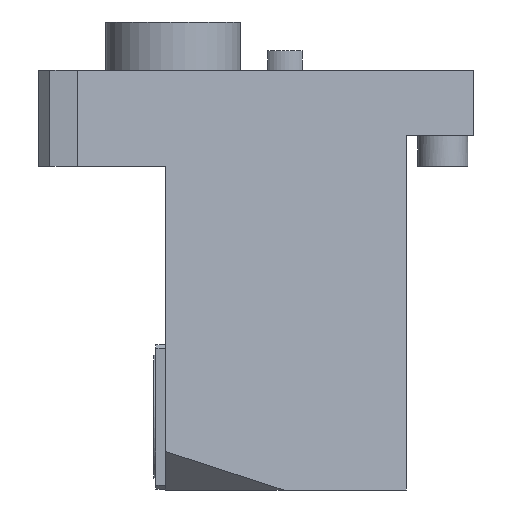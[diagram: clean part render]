
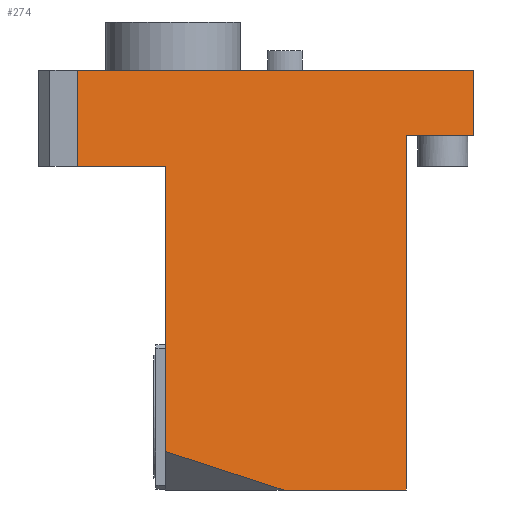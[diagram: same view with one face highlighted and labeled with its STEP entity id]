
A CAD part, front view. The second image highlights one B-rep face of the part: STEP entity #274.
In plain terms, the highlighted planar face has unit normal (0.309, -0.951, 0).
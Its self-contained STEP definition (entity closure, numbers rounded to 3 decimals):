
#53=FACE_OUTER_BOUND('',#372,.T.);
#85=PLANE('',#811);
#130=LINE('',#1349,#204);
#134=LINE('',#1358,#208);
#142=LINE('',#1375,#216);
#145=LINE('',#1379,#219);
#149=LINE('',#1388,#223);
#153=LINE('',#1395,#227);
#156=LINE('',#1402,#230);
#162=LINE('',#1414,#236);
#164=LINE('',#1417,#238);
#204=VECTOR('',#927,1.);
#208=VECTOR('',#935,1.);
#216=VECTOR('',#945,1.);
#219=VECTOR('',#950,1.);
#223=VECTOR('',#956,1.);
#227=VECTOR('',#962,1.);
#230=VECTOR('',#967,1.);
#236=VECTOR('',#975,1.);
#238=VECTOR('',#979,1.);
#274=ADVANCED_FACE('',(#53),#85,.F.);
#372=EDGE_LOOP('',(#526,#527,#528,#529,#530,#531,#532,#533,#534));
#526=ORIENTED_EDGE('',*,*,#712,.F.);
#527=ORIENTED_EDGE('',*,*,#700,.T.);
#528=ORIENTED_EDGE('',*,*,#723,.F.);
#529=ORIENTED_EDGE('',*,*,#715,.F.);
#530=ORIENTED_EDGE('',*,*,#719,.F.);
#531=ORIENTED_EDGE('',*,*,#734,.T.);
#532=ORIENTED_EDGE('',*,*,#726,.T.);
#533=ORIENTED_EDGE('',*,*,#732,.F.);
#534=ORIENTED_EDGE('',*,*,#704,.F.);
#617=VERTEX_POINT('',#1345);
#619=VERTEX_POINT('',#1348);
#623=VERTEX_POINT('',#1359);
#624=VERTEX_POINT('',#1360);
#631=VERTEX_POINT('',#1380);
#632=VERTEX_POINT('',#1381);
#635=VERTEX_POINT('',#1389);
#639=VERTEX_POINT('',#1401);
#640=VERTEX_POINT('',#1403);
#700=EDGE_CURVE('',#617,#619,#130,.T.);
#704=EDGE_CURVE('',#623,#624,#134,.T.);
#712=EDGE_CURVE('',#617,#623,#142,.T.);
#715=EDGE_CURVE('',#631,#632,#145,.T.);
#719=EDGE_CURVE('',#635,#631,#149,.T.);
#723=EDGE_CURVE('',#632,#619,#153,.T.);
#726=EDGE_CURVE('',#640,#639,#156,.T.);
#732=EDGE_CURVE('',#624,#639,#162,.T.);
#734=EDGE_CURVE('',#635,#640,#164,.T.);
#811=AXIS2_PLACEMENT_3D('',#1418,#980,#981);
#927=DIRECTION('',(0.909,0.295,-0.295));
#935=DIRECTION('',(-0.951,-0.309,0.));
#945=DIRECTION('',(0.,0.,1.));
#950=DIRECTION('',(0.,0.,-1.));
#956=DIRECTION('',(-0.951,-0.309,0.));
#962=DIRECTION('',(-0.951,-0.309,0.));
#967=DIRECTION('',(-0.951,-0.309,0.));
#975=DIRECTION('',(0.,0.,1.));
#979=DIRECTION('',(0.,0.,1.));
#980=DIRECTION('',(-0.309,0.951,0.));
#981=DIRECTION('',(0.951,0.309,0.));
#1345=CARTESIAN_POINT('',(-2.,-32.559,-99.));
#1348=CARTESIAN_POINT('',(28.777,-22.559,-109.));
#1349=CARTESIAN_POINT('',(73.709,-7.96,-123.599));
#1358=CARTESIAN_POINT('',(78.,-6.566,-25.));
#1359=CARTESIAN_POINT('',(-2.,-32.559,-25.));
#1360=CARTESIAN_POINT('',(-24.9,-40.,-25.));
#1375=CARTESIAN_POINT('',(-2.,-32.559,-109.));
#1379=CARTESIAN_POINT('',(60.5,-12.252,-109.));
#1380=CARTESIAN_POINT('',(60.5,-12.252,-17.));
#1381=CARTESIAN_POINT('',(60.5,-12.252,-109.));
#1388=CARTESIAN_POINT('',(78.,-6.566,-17.));
#1389=CARTESIAN_POINT('',(78.,-6.566,-17.));
#1395=CARTESIAN_POINT('',(78.,-6.566,-109.));
#1401=CARTESIAN_POINT('',(-24.9,-40.,0.));
#1402=CARTESIAN_POINT('',(78.,-6.566,0.));
#1403=CARTESIAN_POINT('',(78.,-6.566,0.));
#1414=CARTESIAN_POINT('',(-24.9,-40.,-109.));
#1417=CARTESIAN_POINT('',(78.,-6.566,-109.));
#1418=CARTESIAN_POINT('',(78.,-6.566,-109.));
